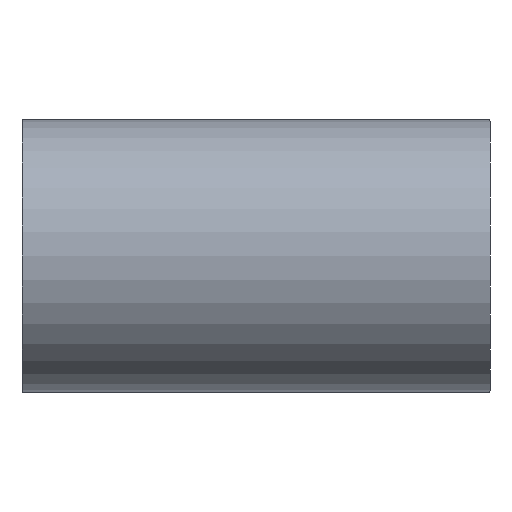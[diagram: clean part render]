
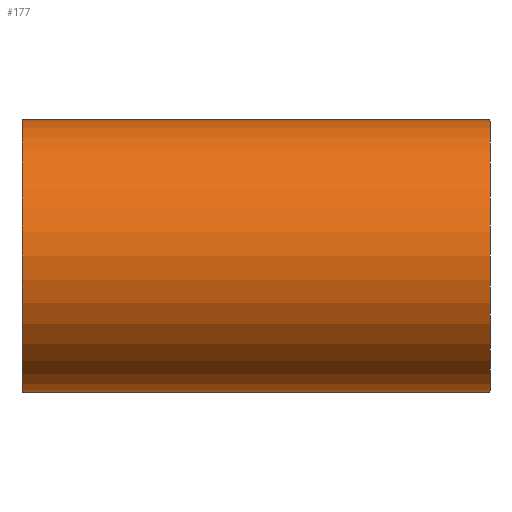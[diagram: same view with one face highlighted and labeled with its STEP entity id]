
A CAD part, left-side view. The second image highlights one B-rep face of the part: STEP entity #177.
In plain terms, the highlighted cylindrical face has radius 11.113 mm (diameter 22.225 mm), a partial arc.
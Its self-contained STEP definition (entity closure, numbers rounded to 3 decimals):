
#90=AXIS2_PLACEMENT_3D('Circle Axis2P3D',#88,#89,$) ;
#135=AXIS2_PLACEMENT_3D('Circle Axis2P3D',#133,#134,$) ;
#159=AXIS2_PLACEMENT_3D('Cylinder Axis2P3D',#156,#157,#158) ;
#88=CARTESIAN_POINT('Axis2P3D Location',(0.,38.1,0.)) ;
#92=CARTESIAN_POINT('Vertex',(0.,38.1,-11.113)) ;
#94=CARTESIAN_POINT('Vertex',(0.,38.1,11.113)) ;
#133=CARTESIAN_POINT('Axis2P3D Location',(0.,0.,0.)) ;
#137=CARTESIAN_POINT('Vertex',(0.,0.,-11.113)) ;
#139=CARTESIAN_POINT('Vertex',(0.,0.,11.113)) ;
#156=CARTESIAN_POINT('Axis2P3D Location',(0.,38.1,0.)) ;
#161=CARTESIAN_POINT('Line Origine',(0.,38.1,11.113)) ;
#166=CARTESIAN_POINT('Line Origine',(0.,38.1,-11.113)) ;
#89=DIRECTION('Axis2P3D Direction',(0.,1.,0.)) ;
#134=DIRECTION('Axis2P3D Direction',(0.,1.,0.)) ;
#157=DIRECTION('Axis2P3D Direction',(0.,-1.,-0.)) ;
#158=DIRECTION('Axis2P3D XDirection',(0.,0.,-1.)) ;
#162=DIRECTION('Vector Direction',(0.,-1.,0.)) ;
#167=DIRECTION('Vector Direction',(0.,-1.,0.)) ;
#163=VECTOR('Line Direction',#162,1.) ;
#168=VECTOR('Line Direction',#167,1.) ;
#172=ORIENTED_EDGE('',*,*,#165,.F.) ;
#173=ORIENTED_EDGE('',*,*,#96,.F.) ;
#174=ORIENTED_EDGE('',*,*,#170,.T.) ;
#175=ORIENTED_EDGE('',*,*,#141,.T.) ;
#177=ADVANCED_FACE('Boss-Extrude1',(#176),#160,.T.) ;
#91=CIRCLE('generated circle',#90,11.113) ;
#136=CIRCLE('generated circle',#135,11.113) ;
#160=CYLINDRICAL_SURFACE('generated cylinder',#159,11.113) ;
#96=EDGE_CURVE('',#93,#95,#91,.T.) ;
#141=EDGE_CURVE('',#138,#140,#136,.T.) ;
#165=EDGE_CURVE('',#95,#140,#164,.T.) ;
#170=EDGE_CURVE('',#93,#138,#169,.T.) ;
#171=EDGE_LOOP('',(#172,#173,#174,#175)) ;
#176=FACE_OUTER_BOUND('',#171,.T.) ;
#164=LINE('Line',#161,#163) ;
#169=LINE('Line',#166,#168) ;
#93=VERTEX_POINT('',#92) ;
#95=VERTEX_POINT('',#94) ;
#138=VERTEX_POINT('',#137) ;
#140=VERTEX_POINT('',#139) ;
